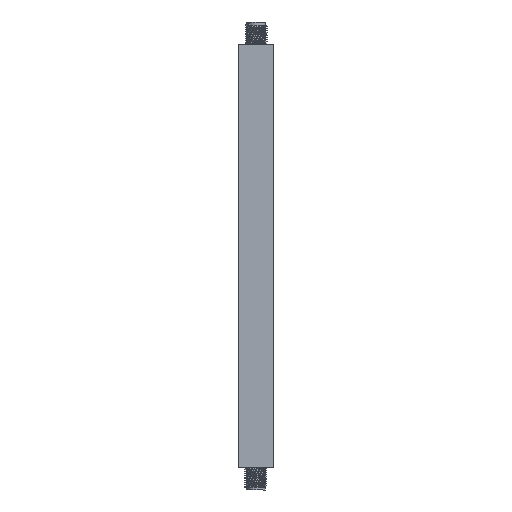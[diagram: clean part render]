
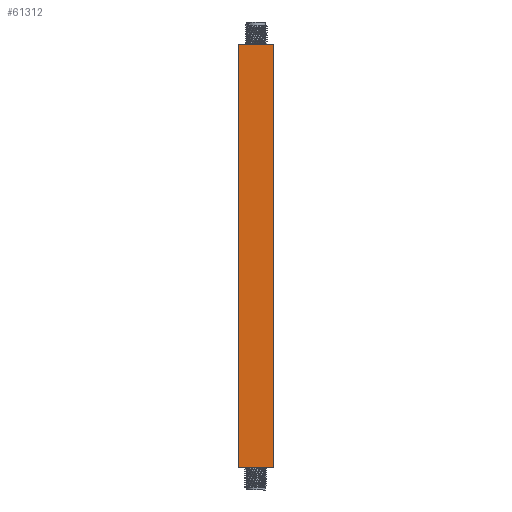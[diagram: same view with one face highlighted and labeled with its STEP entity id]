
A CAD part, left-side view. The second image highlights one B-rep face of the part: STEP entity #61312.
In plain terms, the highlighted planar face has unit normal (-1, 0, 0).
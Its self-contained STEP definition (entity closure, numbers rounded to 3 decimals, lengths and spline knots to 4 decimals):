
#643 = DIRECTION ( 'NONE',  ( 0., 0., 1. ) ) ;
#3299 = CARTESIAN_POINT ( 'NONE',  ( 0., 0.3937, 0. ) ) ;
#3507 = VERTEX_POINT ( 'NONE', #77181 ) ;
#10679 = DIRECTION ( 'NONE',  ( 0., 0., 1. ) ) ;
#12003 = EDGE_CURVE ( 'NONE', #72614, #47710, #48943, .T. ) ;
#16112 = DIRECTION ( 'NONE',  ( 0., 0., -1. ) ) ;
#17178 = CARTESIAN_POINT ( 'NONE',  ( 0., 0., -4.7244 ) ) ;
#22195 = CARTESIAN_POINT ( 'NONE',  ( 0., 0., 0. ) ) ;
#23138 = CARTESIAN_POINT ( 'NONE',  ( 0., 0.3937, 0. ) ) ;
#28045 = DIRECTION ( 'NONE',  ( 0., -1., 0. ) ) ;
#29370 = DIRECTION ( 'NONE',  ( 1., 0., 0. ) ) ;
#30957 = DIRECTION ( 'NONE',  ( 0., -1., 0. ) ) ;
#32732 = ORIENTED_EDGE ( 'NONE', *, *, #51913, .T. ) ;
#35521 = LINE ( 'NONE', #67388, #82907 ) ;
#37183 = AXIS2_PLACEMENT_3D ( 'NONE', #82682, #29370, #16112 ) ;
#43940 = FACE_OUTER_BOUND ( 'NONE', #73748, .T. ) ;
#45691 = ORIENTED_EDGE ( 'NONE', *, *, #12003, .T. ) ;
#47710 = VERTEX_POINT ( 'NONE', #22195 ) ;
#48325 = CARTESIAN_POINT ( 'NONE',  ( 0., 0., 0. ) ) ;
#48943 = LINE ( 'NONE', #48325, #78414 ) ;
#49143 = LINE ( 'NONE', #3299, #74353 ) ;
#51913 = EDGE_CURVE ( 'NONE', #3507, #72614, #35521, .T. ) ;
#55834 = ORIENTED_EDGE ( 'NONE', *, *, #58930, .F. ) ;
#56662 = VECTOR ( 'NONE', #30957, 39.3701 ) ;
#58930 = EDGE_CURVE ( 'NONE', #70633, #47710, #81943, .T. ) ;
#61312 = ADVANCED_FACE ( 'NONE', ( #43940 ), #69609, .F. ) ;
#64396 = CARTESIAN_POINT ( 'NONE',  ( 0., 0.3937, 0. ) ) ;
#67388 = CARTESIAN_POINT ( 'NONE',  ( 0., 0.3937, -4.7244 ) ) ;
#69609 = PLANE ( 'NONE',  #37183 ) ;
#70633 = VERTEX_POINT ( 'NONE', #23138 ) ;
#72614 = VERTEX_POINT ( 'NONE', #17178 ) ;
#73748 = EDGE_LOOP ( 'NONE', ( #45691, #55834, #83463, #32732 ) ) ;
#74353 = VECTOR ( 'NONE', #10679, 39.3701 ) ;
#77181 = CARTESIAN_POINT ( 'NONE',  ( 0., 0.3937, -4.7244 ) ) ;
#78414 = VECTOR ( 'NONE', #643, 39.3701 ) ;
#79097 = EDGE_CURVE ( 'NONE', #3507, #70633, #49143, .T. ) ;
#81943 = LINE ( 'NONE', #64396, #56662 ) ;
#82682 = CARTESIAN_POINT ( 'NONE',  ( 0., 0.3937, 0. ) ) ;
#82907 = VECTOR ( 'NONE', #28045, 39.3701 ) ;
#83463 = ORIENTED_EDGE ( 'NONE', *, *, #79097, .F. ) ;
